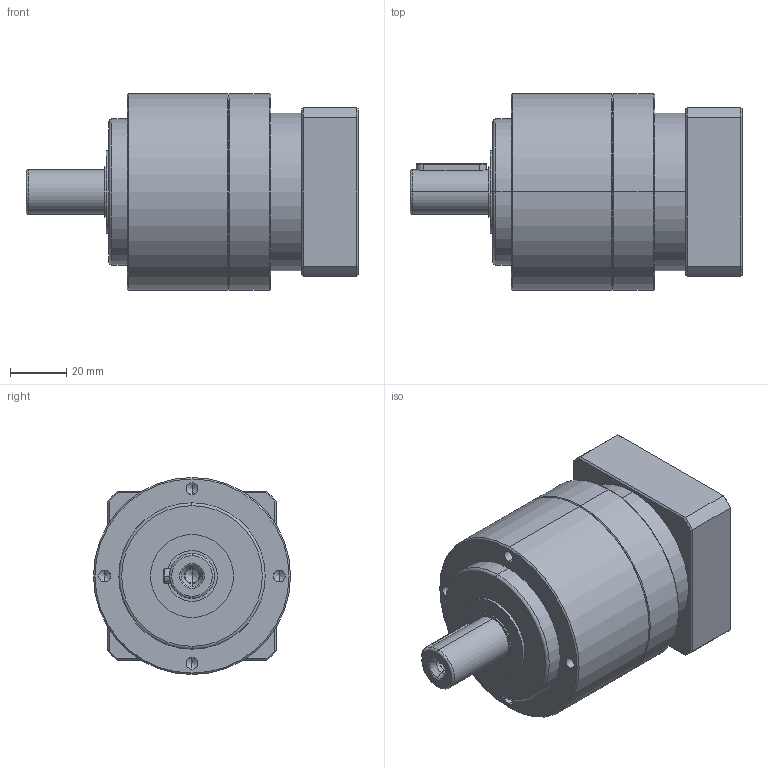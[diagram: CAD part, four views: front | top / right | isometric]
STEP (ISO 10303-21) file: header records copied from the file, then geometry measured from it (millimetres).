
FILE_DESCRIPTION (( 'STEP AP203' ), '1' );
FILE_NAME ('×°ÅäÌå1.STEP', '2020-10-28T06:39:28', ( '' ), ( '' ), 'SwSTEP 2.0', 'SolidWorks 2017', '' );
FILE_SCHEMA (( 'CONFIG_CONTROL_DESIGN' ));
Length unit declared in the file: millimetre
Products named in the file (1): 蚾饜极1
Bounding box: 118 x 70 x 70 mm (x, y, z)
Volume: 290659 mm3; surface area: 43203.4 mm2
Topology: 4 solids, 4 shells, 179 faces, 398 edges, 231 vertices
Faces by surface type: cylinder 73, cone 54, plane 42, torus 10
Entity records: 5145 total; most frequent: CARTESIAN_POINT 1092, DIRECTION 904, ORIENTED_EDGE 760, EDGE_CURVE 380, AXIS2_PLACEMENT_3D 369, VERTEX_POINT 231, EDGE_LOOP 209, CIRCLE 189
